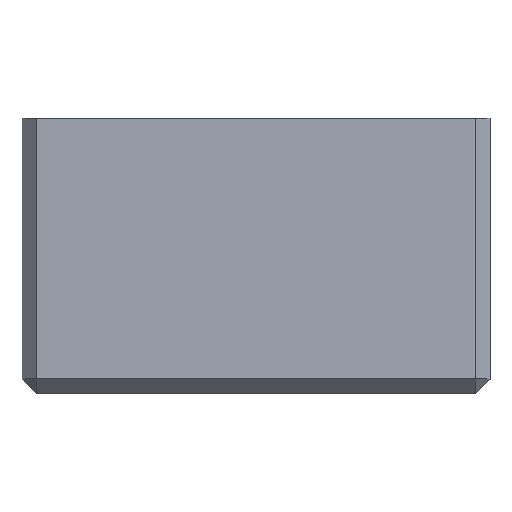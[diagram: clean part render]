
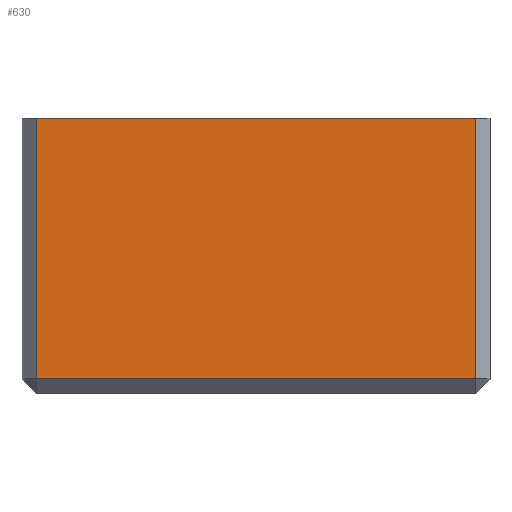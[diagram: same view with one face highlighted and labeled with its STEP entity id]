
A CAD part, top view. The second image highlights one B-rep face of the part: STEP entity #630.
In plain terms, the highlighted planar face has unit normal (0, 0, 1).
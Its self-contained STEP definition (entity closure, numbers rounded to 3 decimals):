
#62=FACE_OUTER_BOUND('',#101,.T.);
#101=EDGE_LOOP('',(#540,#541,#542,#543));
#167=LINE('',#1021,#242);
#172=LINE('',#1036,#247);
#173=LINE('',#1038,#248);
#174=LINE('',#1039,#249);
#242=VECTOR('',#814,10.);
#247=VECTOR('',#831,10.);
#248=VECTOR('',#832,10.);
#249=VECTOR('',#833,10.);
#306=VERTEX_POINT('',#1014);
#308=VERTEX_POINT('',#1019);
#312=VERTEX_POINT('',#1035);
#313=VERTEX_POINT('',#1037);
#383=EDGE_CURVE('',#308,#306,#167,.F.);
#390=EDGE_CURVE('',#306,#312,#172,.T.);
#391=EDGE_CURVE('',#313,#308,#173,.T.);
#392=EDGE_CURVE('',#312,#313,#174,.T.);
#540=ORIENTED_EDGE('',*,*,#390,.F.);
#541=ORIENTED_EDGE('',*,*,#383,.F.);
#542=ORIENTED_EDGE('',*,*,#391,.F.);
#543=ORIENTED_EDGE('',*,*,#392,.F.);
#596=PLANE('',#688);
#630=ADVANCED_FACE('',(#62),#596,.T.);
#688=AXIS2_PLACEMENT_3D('',#1034,#829,#830);
#814=DIRECTION('',(-1.,0.,0.));
#829=DIRECTION('center_axis',(0.,0.,
1.));
#830=DIRECTION('ref_axis',(-1.,0.,0.));
#831=DIRECTION('',(0.,-1.,0.));
#832=DIRECTION('',(0.,1.,0.));
#833=DIRECTION('',(-1.,0.,0.));
#1014=CARTESIAN_POINT('',(259.7,195.225,510.468));
#1019=CARTESIAN_POINT('',(168.7,195.225,510.468));
#1021=CARTESIAN_POINT('',(236.486,195.225,510.468));
#1034=CARTESIAN_POINT('Origin',(258.472,175.225,510.468));
#1035=CARTESIAN_POINT('',(259.7,141.225,510.468));
#1036=CARTESIAN_POINT('',(259.7,175.225,510.468));
#1037=CARTESIAN_POINT('',(168.7,141.225,510.468));
#1038=CARTESIAN_POINT('',(168.7,175.225,510.468));
#1039=CARTESIAN_POINT('',(236.486,141.225,510.468));
